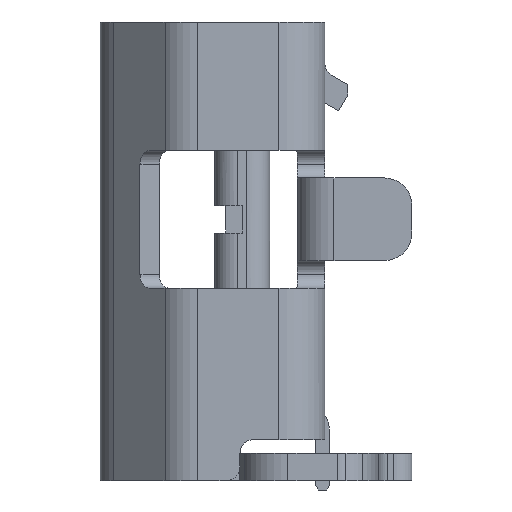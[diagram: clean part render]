
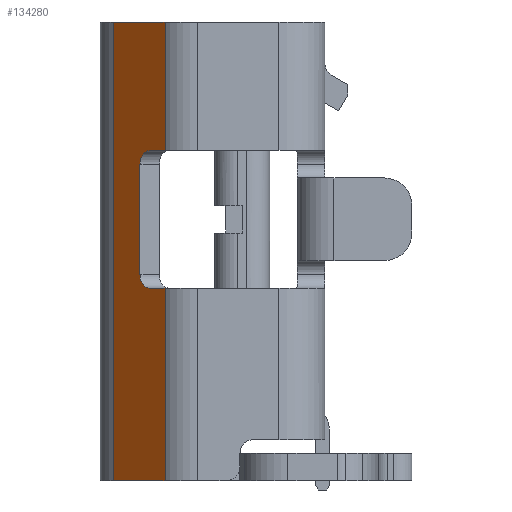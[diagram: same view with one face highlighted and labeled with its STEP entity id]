
A CAD part, left-side view. The second image highlights one B-rep face of the part: STEP entity #134280.
In plain terms, the highlighted face is planar.
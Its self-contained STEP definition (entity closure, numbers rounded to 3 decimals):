
#103980=CARTESIAN_POINT('',(3.604,3.6,0.526));
#103990=VERTEX_POINT('',#103980);
#104020=CARTESIAN_POINT('',(3.604,4.65,0.526));
#104030=DIRECTION('',(0.,-1.,0.));
#104040=VECTOR('',#104030,1.);
#104050=LINE('',#104020,#104040);
#104060=CARTESIAN_POINT('',(3.604,5.,0.526));
#104070=VERTEX_POINT('',#104060);
#104080=EDGE_CURVE('',#104070,#103990,#104050,.T.);
#133180=CARTESIAN_POINT('',(3.436,3.6,0.694));
#133190=VERTEX_POINT('',#133180);
#133220=CARTESIAN_POINT('',(4.085,3.6,0.045));
#133230=DIRECTION('',(-0.707,0.,0.707));
#133240=VECTOR('',#133230,1.);
#133250=LINE('',#133220,#133240);
#133260=EDGE_CURVE('',#103990,#133190,#133250,.T.);
#133480=CARTESIAN_POINT('',(3.33,3.45,0.8));
#133490=VERTEX_POINT('',#133480);
#133520=CARTESIAN_POINT('',(3.436,3.45,0.694));
#133530=DIRECTION('',(-0.707,0.,-0.707));
#133540=DIRECTION('',(-0.707,0.,0.707));
#133550=AXIS2_PLACEMENT_3D('',#133520,#133530,#133540);
#133560=CIRCLE('',#133550,0.15);
#133570=EDGE_CURVE('',#133490,#133190,#133560,.T.);
#133630=CARTESIAN_POINT('',(3.006,5.,1.124));
#133640=DIRECTION('',(-0.707,-0.,-0.707));
#133650=DIRECTION('',(0.707,0.,-0.707));
#133660=AXIS2_PLACEMENT_3D('',#133630,#133640,#133650);
#133670=PLANE('',#133660);
#133680=ORIENTED_EDGE('',*,*,#133260,.F.);
#133690=ORIENTED_EDGE('',*,*,#133570,.T.);
#133700=CARTESIAN_POINT('',(3.33,2.25,0.8));
#133710=DIRECTION('',(0.,1.,0.));
#133720=VECTOR('',#133710,1.2);
#133730=LINE('',#133700,#133720);
#133740=CARTESIAN_POINT('',(3.33,2.25,0.8));
#133750=VERTEX_POINT('',#133740);
#133760=EDGE_CURVE('',#133750,#133490,#133730,.T.);
#133770=ORIENTED_EDGE('',*,*,#133760,.T.);
#133780=CARTESIAN_POINT('',(3.436,2.25,0.694));
#133790=DIRECTION('',(-0.707,0.,-0.707));
#133800=DIRECTION('',(0.,-1.,0.));
#133810=AXIS2_PLACEMENT_3D('',#133780,#133790,#133800);
#133820=CIRCLE('',#133810,0.15);
#133830=CARTESIAN_POINT('',(3.436,2.1,0.694));
#133840=VERTEX_POINT('',#133830);
#133850=EDGE_CURVE('',#133840,#133750,#133820,.T.);
#133860=ORIENTED_EDGE('',*,*,#133850,.T.);
#133870=CARTESIAN_POINT('',(4.085,2.1,0.045));
#133880=DIRECTION('',(-0.707,0.,0.707));
#133890=VECTOR('',#133880,1.);
#133900=LINE('',#133870,#133890);
#133910=CARTESIAN_POINT('',(3.604,2.1,0.526));
#133920=VERTEX_POINT('',#133910);
#133930=EDGE_CURVE('',#133920,#133840,#133900,.T.);
#133940=ORIENTED_EDGE('',*,*,#133930,.T.);
#133950=CARTESIAN_POINT('',(3.604,4.65,0.526));
#133960=DIRECTION('',(0.,-1.,0.));
#133970=VECTOR('',#133960,1.);
#133980=LINE('',#133950,#133970);
#133990=CARTESIAN_POINT('',(3.604,0.,0.526));
#134000=VERTEX_POINT('',#133990);
#134010=EDGE_CURVE('',#133920,#134000,#133980,.T.);
#134020=ORIENTED_EDGE('',*,*,#134010,.F.);
#134030=CARTESIAN_POINT('',(4.085,0.,0.045));
#134040=DIRECTION('',(0.707,-0.,-0.707));
#134050=VECTOR('',#134040,1.);
#134060=LINE('',#134030,#134050);
#134070=CARTESIAN_POINT('',(3.041,0.,1.089));
#134080=VERTEX_POINT('',#134070);
#134090=EDGE_CURVE('',#134080,#134000,#134060,.T.);
#134100=ORIENTED_EDGE('',*,*,#134090,.T.);
#134110=CARTESIAN_POINT('',(3.041,4.65,1.089));
#134120=DIRECTION('',(0.,1.,0.));
#134130=VECTOR('',#134120,1.);
#134140=LINE('',#134110,#134130);
#134150=CARTESIAN_POINT('',(3.041,5.,1.089));
#134160=VERTEX_POINT('',#134150);
#134170=EDGE_CURVE('',#134080,#134160,#134140,.T.);
#134180=ORIENTED_EDGE('',*,*,#134170,.F.);
#134190=CARTESIAN_POINT('',(4.085,5.,0.045));
#134200=DIRECTION('',(-0.707,0.,0.707));
#134210=VECTOR('',#134200,1.);
#134220=LINE('',#134190,#134210);
#134230=EDGE_CURVE('',#104070,#134160,#134220,.T.);
#134240=ORIENTED_EDGE('',*,*,#134230,.T.);
#134250=ORIENTED_EDGE('',*,*,#104080,.F.);
#134260=EDGE_LOOP('',(#134250,#134240,#134180,#134100,#134020,#133940,
#133860,#133770,#133690,#133680));
#134270=FACE_OUTER_BOUND('',#134260,.T.);
#134280=ADVANCED_FACE('',(#134270),#133670,.F.);
